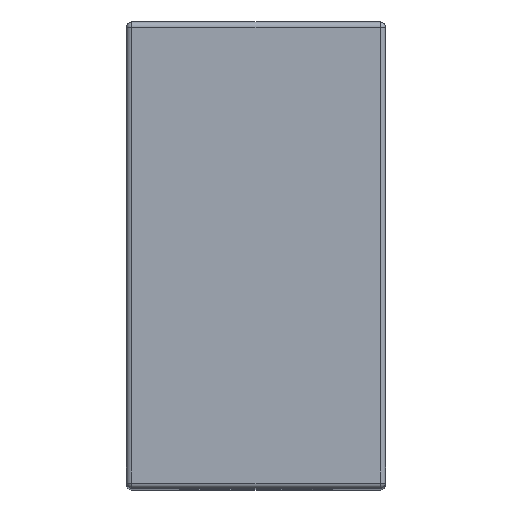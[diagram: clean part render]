
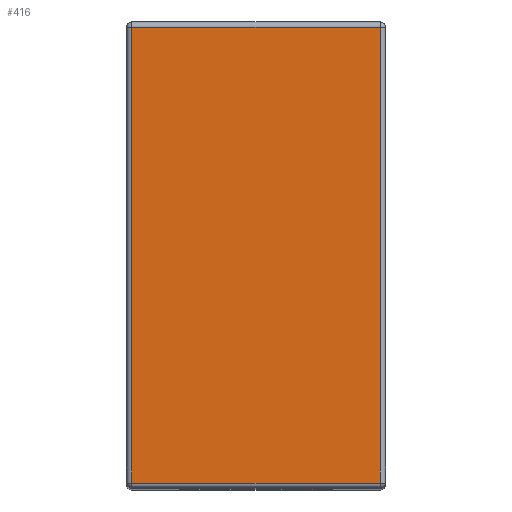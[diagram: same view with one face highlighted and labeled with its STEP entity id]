
A CAD part, top view. The second image highlights one B-rep face of the part: STEP entity #416.
In plain terms, the highlighted planar face has unit normal (0, 0, 1).
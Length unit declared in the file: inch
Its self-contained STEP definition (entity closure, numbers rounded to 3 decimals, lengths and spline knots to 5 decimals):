
#14 = AXIS2_PLACEMENT_3D ( 'NONE', #800, #811, #782 ) ;
#37 = EDGE_CURVE ( 'NONE', #191, #196, #433, .T. ) ;
#39 = EDGE_CURVE ( 'NONE', #201, #245, #434, .T. ) ;
#44 = EDGE_CURVE ( 'NONE', #196, #201, #462, .T. ) ;
#110 = FACE_OUTER_BOUND ( 'NONE', #635, .T. ) ;
#191 = VERTEX_POINT ( 'NONE', #244 ) ;
#195 = CARTESIAN_POINT ( 'NONE',  ( 0.005, 0.005, 0. ) ) ;
#196 = VERTEX_POINT ( 'NONE', #218 ) ;
#201 = VERTEX_POINT ( 'NONE', #210 ) ;
#209 = DIRECTION ( 'NONE',  ( 0., -1., 0. ) ) ;
#210 = CARTESIAN_POINT ( 'NONE',  ( 0.005, 0.445, 0. ) ) ;
#217 = CARTESIAN_POINT ( 'NONE',  ( 0.25, 0.445, 0. ) ) ;
#218 = CARTESIAN_POINT ( 'NONE',  ( 0.245, 0.445, 0. ) ) ;
#231 = DIRECTION ( 'NONE',  ( -1., 0., 0. ) ) ;
#244 = CARTESIAN_POINT ( 'NONE',  ( 0.245, 0.005, 0. ) ) ;
#245 = VERTEX_POINT ( 'NONE', #195 ) ;
#290 = CARTESIAN_POINT ( 'NONE',  ( 0.25, 0.005, 0. ) ) ;
#291 = DIRECTION ( 'NONE',  ( 1., 0., 0. ) ) ;
#303 = DIRECTION ( 'NONE',  ( 0., 1., 0. ) ) ;
#304 = CARTESIAN_POINT ( 'NONE',  ( 0.005, 0., 0. ) ) ;
#305 = CARTESIAN_POINT ( 'NONE',  ( 0.245, 0., 0. ) ) ;
#358 = EDGE_CURVE ( 'NONE', #245, #191, #467, .T. ) ;
#416 = ADVANCED_FACE ( 'NONE', ( #110 ), #702, .F. ) ;
#433 = LINE ( 'NONE', #305, #477 ) ;
#434 = LINE ( 'NONE', #304, #518 ) ;
#445 = VECTOR ( 'NONE', #231, 39.37008 ) ;
#462 = LINE ( 'NONE', #217, #445 ) ;
#467 = LINE ( 'NONE', #290, #502 ) ;
#477 = VECTOR ( 'NONE', #303, 39.37008 ) ;
#502 = VECTOR ( 'NONE', #291, 39.37008 ) ;
#518 = VECTOR ( 'NONE', #209, 39.37008 ) ;
#568 = ORIENTED_EDGE ( 'NONE', *, *, #39, .T. ) ;
#629 = ORIENTED_EDGE ( 'NONE', *, *, #37, .T. ) ;
#633 = ORIENTED_EDGE ( 'NONE', *, *, #44, .T. ) ;
#635 = EDGE_LOOP ( 'NONE', ( #568, #674, #629, #633 ) ) ;
#674 = ORIENTED_EDGE ( 'NONE', *, *, #358, .T. ) ;
#702 = PLANE ( 'NONE',  #14 ) ;
#782 = DIRECTION ( 'NONE',  ( -1., 0., 0. ) ) ;
#800 = CARTESIAN_POINT ( 'NONE',  ( 0.25, 0., 0. ) ) ;
#811 = DIRECTION ( 'NONE',  ( 0., 0., -1. ) ) ;
